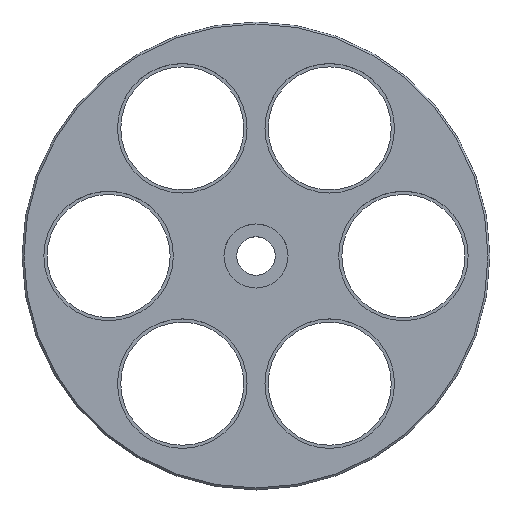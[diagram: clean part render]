
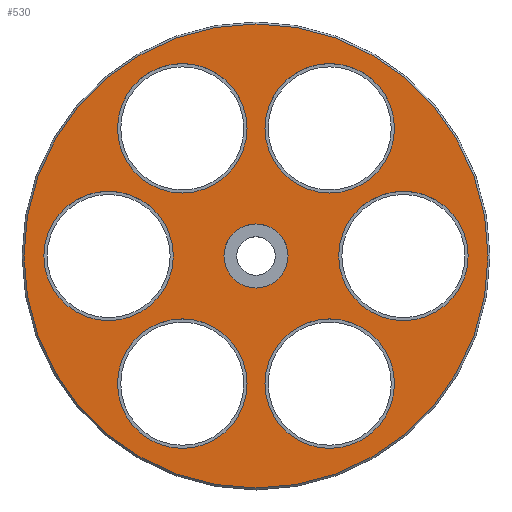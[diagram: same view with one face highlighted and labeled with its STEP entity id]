
A CAD part, top view. The second image highlights one B-rep face of the part: STEP entity #530.
In plain terms, the highlighted planar face has unit normal (0, 0, 1).
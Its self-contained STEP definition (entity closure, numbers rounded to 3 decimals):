
#15=FACE_BOUND('',#95,.T.);
#16=FACE_BOUND('',#96,.T.);
#17=FACE_BOUND('',#97,.T.);
#18=FACE_BOUND('',#98,.T.);
#19=FACE_BOUND('',#99,.T.);
#20=FACE_BOUND('',#100,.T.);
#21=FACE_BOUND('',#101,.T.);
#36=PLANE('',#585);
#62=FACE_OUTER_BOUND('',#94,.T.);
#94=EDGE_LOOP('',(#378));
#95=EDGE_LOOP('',(#379,#380));
#96=EDGE_LOOP('',(#381,#382));
#97=EDGE_LOOP('',(#383,#384));
#98=EDGE_LOOP('',(#385,#386));
#99=EDGE_LOOP('',(#387,#388));
#100=EDGE_LOOP('',(#389,#390));
#101=EDGE_LOOP('',(#391,#392));
#191=CIRCLE('',#581,36.2);
#194=CIRCLE('',#586,5.);
#195=CIRCLE('',#587,5.);
#196=CIRCLE('',#588,10.1);
#197=CIRCLE('',#589,10.1);
#198=CIRCLE('',#590,10.1);
#199=CIRCLE('',#591,10.1);
#200=CIRCLE('',#592,10.1);
#201=CIRCLE('',#593,10.1);
#202=CIRCLE('',#594,10.1);
#203=CIRCLE('',#595,10.1);
#204=CIRCLE('',#596,10.1);
#205=CIRCLE('',#597,10.1);
#206=CIRCLE('',#598,10.1);
#207=CIRCLE('',#599,10.1);
#243=VERTEX_POINT('',#859);
#246=VERTEX_POINT('',#869);
#247=VERTEX_POINT('',#870);
#248=VERTEX_POINT('',#873);
#249=VERTEX_POINT('',#874);
#250=VERTEX_POINT('',#877);
#251=VERTEX_POINT('',#878);
#252=VERTEX_POINT('',#881);
#253=VERTEX_POINT('',#882);
#254=VERTEX_POINT('',#885);
#255=VERTEX_POINT('',#886);
#256=VERTEX_POINT('',#889);
#257=VERTEX_POINT('',#890);
#258=VERTEX_POINT('',#893);
#259=VERTEX_POINT('',#894);
#295=EDGE_CURVE('',#243,#243,#191,.T.);
#300=EDGE_CURVE('',#246,#247,#194,.T.);
#301=EDGE_CURVE('',#247,#246,#195,.T.);
#302=EDGE_CURVE('',#248,#249,#196,.T.);
#303=EDGE_CURVE('',#249,#248,#197,.T.);
#304=EDGE_CURVE('',#250,#251,#198,.T.);
#305=EDGE_CURVE('',#251,#250,#199,.T.);
#306=EDGE_CURVE('',#252,#253,#200,.T.);
#307=EDGE_CURVE('',#253,#252,#201,.T.);
#308=EDGE_CURVE('',#254,#255,#202,.T.);
#309=EDGE_CURVE('',#255,#254,#203,.T.);
#310=EDGE_CURVE('',#256,#257,#204,.T.);
#311=EDGE_CURVE('',#257,#256,#205,.T.);
#312=EDGE_CURVE('',#258,#259,#206,.T.);
#313=EDGE_CURVE('',#259,#258,#207,.T.);
#378=ORIENTED_EDGE('',*,*,#295,.F.);
#379=ORIENTED_EDGE('',*,*,#300,.T.);
#380=ORIENTED_EDGE('',*,*,#301,.T.);
#381=ORIENTED_EDGE('',*,*,#302,.T.);
#382=ORIENTED_EDGE('',*,*,#303,.T.);
#383=ORIENTED_EDGE('',*,*,#304,.T.);
#384=ORIENTED_EDGE('',*,*,#305,.T.);
#385=ORIENTED_EDGE('',*,*,#306,.T.);
#386=ORIENTED_EDGE('',*,*,#307,.T.);
#387=ORIENTED_EDGE('',*,*,#308,.T.);
#388=ORIENTED_EDGE('',*,*,#309,.T.);
#389=ORIENTED_EDGE('',*,*,#310,.T.);
#390=ORIENTED_EDGE('',*,*,#311,.T.);
#391=ORIENTED_EDGE('',*,*,#312,.T.);
#392=ORIENTED_EDGE('',*,*,#313,.T.);
#530=ADVANCED_FACE('',(#62,#15,#16,#17,#18,#19,#20,#21),#36,.T.);
#581=AXIS2_PLACEMENT_3D('',#860,#668,#669);
#585=AXIS2_PLACEMENT_3D('',#868,#678,#679);
#586=AXIS2_PLACEMENT_3D('',#871,#680,#681);
#587=AXIS2_PLACEMENT_3D('',#872,#682,#683);
#588=AXIS2_PLACEMENT_3D('',#875,#684,#685);
#589=AXIS2_PLACEMENT_3D('',#876,#686,#687);
#590=AXIS2_PLACEMENT_3D('',#879,#688,#689);
#591=AXIS2_PLACEMENT_3D('',#880,#690,#691);
#592=AXIS2_PLACEMENT_3D('',#883,#692,#693);
#593=AXIS2_PLACEMENT_3D('',#884,#694,#695);
#594=AXIS2_PLACEMENT_3D('',#887,#696,#697);
#595=AXIS2_PLACEMENT_3D('',#888,#698,#699);
#596=AXIS2_PLACEMENT_3D('',#891,#700,#701);
#597=AXIS2_PLACEMENT_3D('',#892,#702,#703);
#598=AXIS2_PLACEMENT_3D('',#895,#704,#705);
#599=AXIS2_PLACEMENT_3D('',#896,#706,#707);
#668=DIRECTION('center_axis',(0.,0.,-1.));
#669=DIRECTION('ref_axis',(-1.,0.,0.));
#678=DIRECTION('center_axis',(0.,0.,1.));
#679=DIRECTION('ref_axis',(1.,0.,0.));
#680=DIRECTION('center_axis',(0.,0.,-1.));
#681=DIRECTION('ref_axis',(1.,0.,0.));
#682=DIRECTION('center_axis',(0.,0.,-1.));
#683=DIRECTION('ref_axis',(1.,0.,0.));
#684=DIRECTION('center_axis',(0.,0.,-1.));
#685=DIRECTION('ref_axis',(1.,0.,0.));
#686=DIRECTION('center_axis',(0.,0.,-1.));
#687=DIRECTION('ref_axis',(1.,0.,0.));
#688=DIRECTION('center_axis',(0.,0.,-1.));
#689=DIRECTION('ref_axis',(1.,0.,0.));
#690=DIRECTION('center_axis',(0.,0.,-1.));
#691=DIRECTION('ref_axis',(1.,0.,0.));
#692=DIRECTION('center_axis',(0.,0.,-1.));
#693=DIRECTION('ref_axis',(1.,0.,0.));
#694=DIRECTION('center_axis',(0.,0.,-1.));
#695=DIRECTION('ref_axis',(1.,0.,0.));
#696=DIRECTION('center_axis',(0.,0.,-1.));
#697=DIRECTION('ref_axis',(1.,0.,0.));
#698=DIRECTION('center_axis',(0.,0.,-1.));
#699=DIRECTION('ref_axis',(1.,0.,0.));
#700=DIRECTION('center_axis',(0.,0.,-1.));
#701=DIRECTION('ref_axis',(1.,0.,0.));
#702=DIRECTION('center_axis',(0.,0.,-1.));
#703=DIRECTION('ref_axis',(1.,0.,0.));
#704=DIRECTION('center_axis',(0.,0.,-1.));
#705=DIRECTION('ref_axis',(1.,0.,0.));
#706=DIRECTION('center_axis',(0.,0.,-1.));
#707=DIRECTION('ref_axis',(1.,0.,0.));
#859=CARTESIAN_POINT('',(36.2,0.,7.5));
#860=CARTESIAN_POINT('Origin',(0.,0.,7.5));
#868=CARTESIAN_POINT('Origin',(0.,0.,7.5));
#869=CARTESIAN_POINT('',(5.,0.,7.5));
#870=CARTESIAN_POINT('',(-5.,0.,7.5));
#871=CARTESIAN_POINT('Origin',(0.,0.,7.5));
#872=CARTESIAN_POINT('Origin',(0.,0.,7.5));
#873=CARTESIAN_POINT('',(21.6,-19.919,7.5));
#874=CARTESIAN_POINT('',(1.4,-19.919,7.5));
#875=CARTESIAN_POINT('Origin',(11.5,-19.919,7.5));
#876=CARTESIAN_POINT('Origin',(11.5,-19.919,7.5));
#877=CARTESIAN_POINT('',(-12.9,0.,7.5));
#878=CARTESIAN_POINT('',(-33.1,0.,7.5));
#879=CARTESIAN_POINT('Origin',(-23.,0.,7.5));
#880=CARTESIAN_POINT('Origin',(-23.,0.,7.5));
#881=CARTESIAN_POINT('',(21.6,19.919,7.5));
#882=CARTESIAN_POINT('',(1.4,19.919,7.5));
#883=CARTESIAN_POINT('Origin',(11.5,19.919,7.5));
#884=CARTESIAN_POINT('Origin',(11.5,19.919,7.5));
#885=CARTESIAN_POINT('',(33.1,0.,7.5));
#886=CARTESIAN_POINT('',(12.9,0.,7.5));
#887=CARTESIAN_POINT('Origin',(23.,0.,7.5));
#888=CARTESIAN_POINT('Origin',(23.,0.,7.5));
#889=CARTESIAN_POINT('',(-1.4,19.919,7.5));
#890=CARTESIAN_POINT('',(-21.6,19.919,7.5));
#891=CARTESIAN_POINT('Origin',(-11.5,19.919,7.5));
#892=CARTESIAN_POINT('Origin',(-11.5,19.919,7.5));
#893=CARTESIAN_POINT('',(-1.4,-19.919,7.5));
#894=CARTESIAN_POINT('',(-21.6,-19.919,7.5));
#895=CARTESIAN_POINT('Origin',(-11.5,-19.919,7.5));
#896=CARTESIAN_POINT('Origin',(-11.5,-19.919,7.5));
